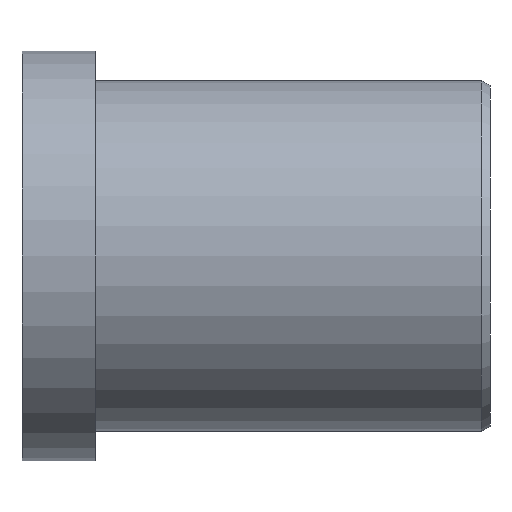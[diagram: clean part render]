
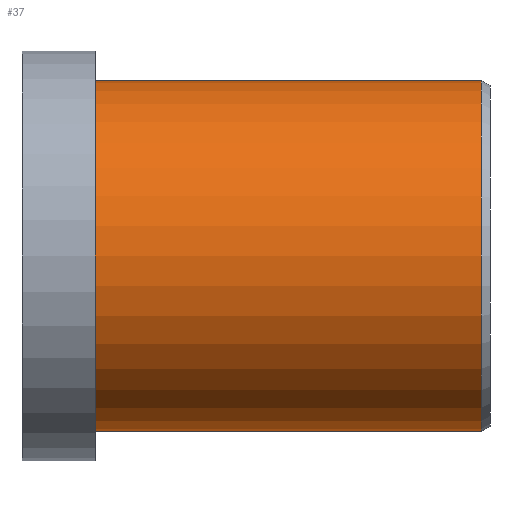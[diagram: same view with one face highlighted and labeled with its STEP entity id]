
A CAD part, left-side view. The second image highlights one B-rep face of the part: STEP entity #37.
In plain terms, the highlighted cylindrical face has radius 6 mm (diameter 12 mm), a full revolution.
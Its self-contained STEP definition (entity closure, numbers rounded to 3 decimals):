
#37 = ADVANCED_FACE( '', ( #78, #79 ), #80, .T. );
#78 = FACE_OUTER_BOUND( '', #128, .T. );
#79 = FACE_OUTER_BOUND( '', #129, .T. );
#80 = CYLINDRICAL_SURFACE( '', #130, 6. );
#128 = EDGE_LOOP( '', ( #174 ) );
#129 = EDGE_LOOP( '', ( #175 ) );
#130 = AXIS2_PLACEMENT_3D( '', #176, #177, #178 );
#174 = ORIENTED_EDGE( '', *, *, #233, .F. );
#175 = ORIENTED_EDGE( '', *, *, #235, .T. );
#176 = CARTESIAN_POINT( '', ( 0., 16., 0. ) );
#177 = DIRECTION( '', ( 0., -1., 0. ) );
#178 = DIRECTION( '', ( -1., 0., 0. ) );
#233 = EDGE_CURVE( '', #256, #256, #257, .T. );
#235 = EDGE_CURVE( '', #259, #259, #260, .T. );
#256 = VERTEX_POINT( '', #285 );
#257 = CIRCLE( '', #286, 6. );
#259 = VERTEX_POINT( '', #288 );
#260 = CIRCLE( '', #289, 6. );
#285 = CARTESIAN_POINT( '', ( -6., 13.5, 0. ) );
#286 = AXIS2_PLACEMENT_3D( '', #314, #315, #316 );
#288 = CARTESIAN_POINT( '', ( -6., 0.3, 0. ) );
#289 = AXIS2_PLACEMENT_3D( '', #317, #318, #319 );
#314 = CARTESIAN_POINT( '', ( 0., 13.5, 0. ) );
#315 = DIRECTION( '', ( 0., 1., 0. ) );
#316 = DIRECTION( '', ( -1., 0., 0. ) );
#317 = CARTESIAN_POINT( '', ( 0., 0.3, 0. ) );
#318 = DIRECTION( '', ( 0., 1., 0. ) );
#319 = DIRECTION( '', ( -1., 0., 0. ) );
